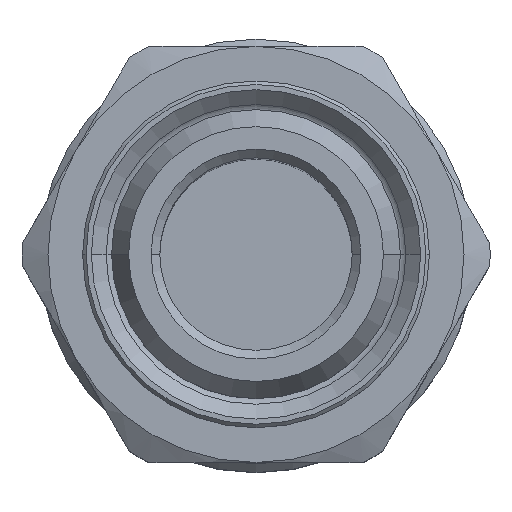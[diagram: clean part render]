
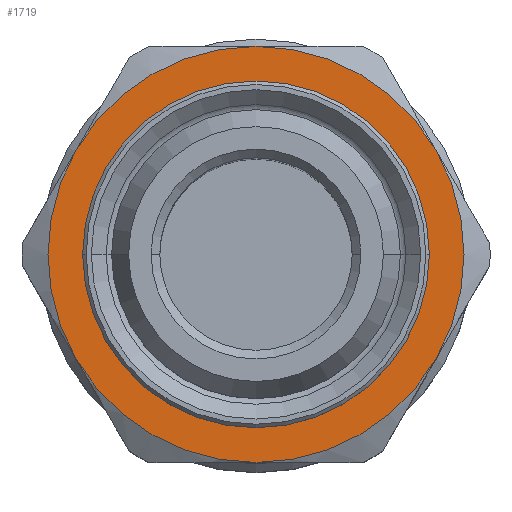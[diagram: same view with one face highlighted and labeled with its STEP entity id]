
A CAD part, top view. The second image highlights one B-rep face of the part: STEP entity #1719.
In plain terms, the highlighted planar face has unit normal (0, 0, 1).
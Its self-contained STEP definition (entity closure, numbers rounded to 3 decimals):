
#366=CARTESIAN_POINT('',(29.828,16.197,0.0));
#367=VERTEX_POINT('',#366);
#383=CARTESIAN_POINT('',(9.828,16.197,0.0));
#384=VERTEX_POINT('',#383);
#391=CARTESIAN_POINT('',(19.828,16.197,0.0));
#392=DIRECTION('',(0.0,0.0,1.0));
#393=DIRECTION('',(1.0,0.0,0.0));
#394=AXIS2_PLACEMENT_3D('',#391,#392,#393);
#395=CIRCLE('',#394,10.0);
#396=EDGE_CURVE('',#384,#367,#395,.T.);
#741=CARTESIAN_POINT('',(19.828,16.197,0.0));
#742=DIRECTION('',(0.0,0.0,1.0));
#743=DIRECTION('',(1.0,0.0,0.0));
#744=AXIS2_PLACEMENT_3D('',#741,#742,#743);
#745=CIRCLE('',#744,10.0);
#746=EDGE_CURVE('',#367,#384,#745,.T.);
#905=CARTESIAN_POINT('',(9.436,22.197,0.));
#906=VERTEX_POINT('',#905);
#929=CARTESIAN_POINT('',(9.436,10.197,0.));
#930=VERTEX_POINT('',#929);
#944=CARTESIAN_POINT('',(19.828,16.197,0.0));
#945=DIRECTION('',(0.0,0.0,1.0));
#946=DIRECTION('',(-1.0,0.0,0.0));
#947=AXIS2_PLACEMENT_3D('',#944,#945,#946);
#948=CIRCLE('',#947,12.0);
#949=EDGE_CURVE('',#906,#930,#948,.T.);
#961=CARTESIAN_POINT('',(19.828,28.197,0.));
#962=VERTEX_POINT('',#961);
#998=CARTESIAN_POINT('',(19.828,16.197,0.0));
#999=DIRECTION('',(0.0,0.0,1.0));
#1000=DIRECTION('',(-1.0,0.0,0.0));
#1001=AXIS2_PLACEMENT_3D('',#998,#999,#1000);
#1002=CIRCLE('',#1001,12.0);
#1003=EDGE_CURVE('',#962,#906,#1002,.T.);
#1015=CARTESIAN_POINT('',(30.22,22.197,0.));
#1016=VERTEX_POINT('',#1015);
#1052=CARTESIAN_POINT('',(19.828,16.197,0.0));
#1053=DIRECTION('',(0.0,0.0,1.0));
#1054=DIRECTION('',(-1.0,0.0,0.0));
#1055=AXIS2_PLACEMENT_3D('',#1052,#1053,#1054);
#1056=CIRCLE('',#1055,12.0);
#1057=EDGE_CURVE('',#1016,#962,#1056,.T.);
#1082=CARTESIAN_POINT('',(30.22,10.197,0.));
#1083=VERTEX_POINT('',#1082);
#1084=CARTESIAN_POINT('',(19.828,16.197,0.0));
#1085=DIRECTION('',(0.0,0.0,1.0));
#1086=DIRECTION('',(-1.0,0.0,0.0));
#1087=AXIS2_PLACEMENT_3D('',#1084,#1085,#1086);
#1088=CIRCLE('',#1087,12.0);
#1089=EDGE_CURVE('',#1083,#1016,#1088,.T.);
#1136=CARTESIAN_POINT('',(19.828,4.197,0.));
#1137=VERTEX_POINT('',#1136);
#1138=CARTESIAN_POINT('',(19.828,16.197,0.0));
#1139=DIRECTION('',(0.0,0.0,1.0));
#1140=DIRECTION('',(-1.0,0.0,0.0));
#1141=AXIS2_PLACEMENT_3D('',#1138,#1139,#1140);
#1142=CIRCLE('',#1141,12.0);
#1143=EDGE_CURVE('',#1137,#1083,#1142,.T.);
#1190=CARTESIAN_POINT('',(19.828,16.197,0.0));
#1191=DIRECTION('',(0.0,0.0,1.0));
#1192=DIRECTION('',(-1.0,0.0,0.0));
#1193=AXIS2_PLACEMENT_3D('',#1190,#1191,#1192);
#1194=CIRCLE('',#1193,12.0);
#1195=EDGE_CURVE('',#930,#1137,#1194,.T.);
#1702=CARTESIAN_POINT('',(19.828,16.197,0.0));
#1703=DIRECTION('',(0.0,0.0,1.0));
#1704=DIRECTION('',(1.0,0.0,0.0));
#1705=AXIS2_PLACEMENT_3D('',#1702,#1703,#1704);
#1706=PLANE('',#1705);
#1707=ORIENTED_EDGE('',*,*,#1195,.T.);
#1708=ORIENTED_EDGE('',*,*,#1143,.T.);
#1709=ORIENTED_EDGE('',*,*,#1089,.T.);
#1710=ORIENTED_EDGE('',*,*,#1057,.T.);
#1711=ORIENTED_EDGE('',*,*,#1003,.T.);
#1712=ORIENTED_EDGE('',*,*,#949,.T.);
#1713=EDGE_LOOP('',(#1707,#1708,#1709,#1710,#1711,#1712));
#1714=FACE_OUTER_BOUND('',#1713,.T.);
#1715=ORIENTED_EDGE('',*,*,#746,.F.);
#1716=ORIENTED_EDGE('',*,*,#396,.F.);
#1717=EDGE_LOOP('',(#1715,#1716));
#1718=FACE_BOUND('',#1717,.T.);
#1719=ADVANCED_FACE('',(#1714,#1718),#1706,.T.);
